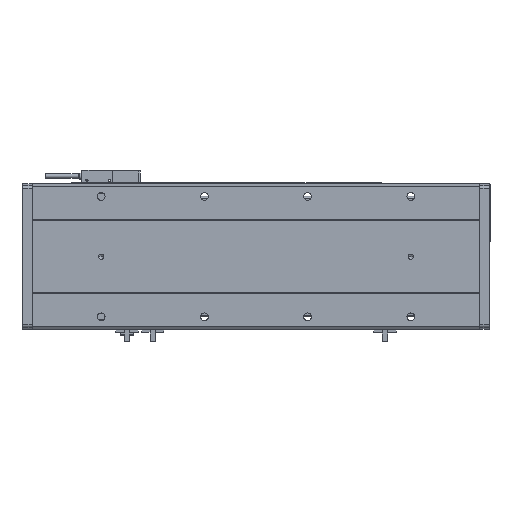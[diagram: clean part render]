
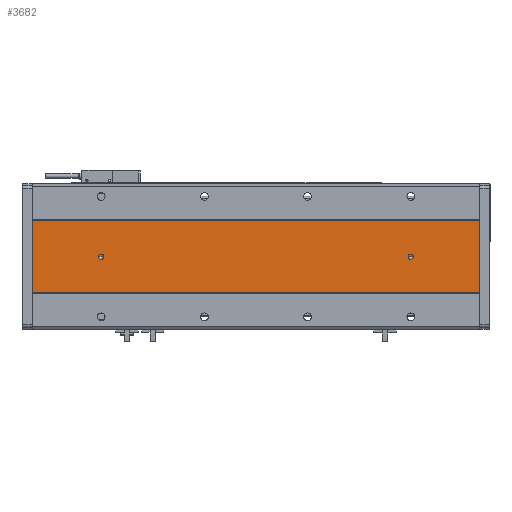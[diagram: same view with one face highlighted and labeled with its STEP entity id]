
A CAD part, front view. The second image highlights one B-rep face of the part: STEP entity #3682.
In plain terms, the highlighted planar face has unit normal (0, -1, 0).
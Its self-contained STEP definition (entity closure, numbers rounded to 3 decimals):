
#157 = LINE ( 'NONE', #8382, #26026 ) ;
#378 = CARTESIAN_POINT ( 'NONE',  ( 207.71, 124.079, 77. ) ) ;
#422 = CIRCLE ( 'NONE', #7895, 3. ) ;
#477 = VERTEX_POINT ( 'NONE', #22947 ) ;
#727 = FACE_BOUND ( 'NONE', #932, .T. ) ;
#932 = EDGE_LOOP ( 'NONE', ( #16676, #12549 ) ) ;
#1273 = VERTEX_POINT ( 'NONE', #22083 ) ;
#1789 = CARTESIAN_POINT ( 'NONE',  ( 249.296, 124.079, 520. ) ) ;
#2073 = DIRECTION ( 'NONE',  ( 0., 1., 0. ) ) ;
#3113 = DIRECTION ( 'NONE',  ( 0., -1., 0. ) ) ;
#3682 = ADVANCED_FACE ( 'NONE', ( #21475, #727, #8546 ), #12791, .F. ) ;
#4006 = DIRECTION ( 'NONE',  ( 1., 0., 0. ) ) ;
#4669 = EDGE_CURVE ( 'NONE', #23741, #8871, #19098, .T. ) ;
#4839 = DIRECTION ( 'NONE',  ( 1., 0., 0. ) ) ;
#5517 = DIRECTION ( 'NONE',  ( 0., 0., -1. ) ) ;
#5765 = VERTEX_POINT ( 'NONE', #378 ) ;
#6054 = DIRECTION ( 'NONE',  ( 0., 0., -1. ) ) ;
#6102 = AXIS2_PLACEMENT_3D ( 'NONE', #8566, #6275, #23684 ) ;
#6275 = DIRECTION ( 'NONE',  ( 0., -1., 0. ) ) ;
#7433 = VERTEX_POINT ( 'NONE', #25872 ) ;
#7527 = DIRECTION ( 'NONE',  ( 0., -1., 0. ) ) ;
#7558 = ORIENTED_EDGE ( 'NONE', *, *, #21073, .F. ) ;
#7895 = AXIS2_PLACEMENT_3D ( 'NONE', #20952, #18787, #22948 ) ;
#8382 = CARTESIAN_POINT ( 'NONE',  ( 249.296, 124.079, 0. ) ) ;
#8413 = LINE ( 'NONE', #17039, #10726 ) ;
#8546 = FACE_OUTER_BOUND ( 'NONE', #14093, .T. ) ;
#8566 = CARTESIAN_POINT ( 'NONE',  ( 207.71, 124.079, 440. ) ) ;
#8871 = VERTEX_POINT ( 'NONE', #20015 ) ;
#9314 = LINE ( 'NONE', #13759, #24292 ) ;
#9489 = ORIENTED_EDGE ( 'NONE', *, *, #23639, .T. ) ;
#10726 = VECTOR ( 'NONE', #6054, 1000. ) ;
#10761 = ORIENTED_EDGE ( 'NONE', *, *, #15068, .F. ) ;
#11349 = EDGE_LOOP ( 'NONE', ( #15487, #10761 ) ) ;
#11380 = CIRCLE ( 'NONE', #23219, 3. ) ;
#11405 = CARTESIAN_POINT ( 'NONE',  ( 249.296, 124.079, 520. ) ) ;
#12549 = ORIENTED_EDGE ( 'NONE', *, *, #4669, .F. ) ;
#12791 = PLANE ( 'NONE',  #15752 ) ;
#13556 = EDGE_CURVE ( 'NONE', #24768, #1273, #8413, .T. ) ;
#13567 = DIRECTION ( 'NONE',  ( 0., 0., -1. ) ) ;
#13759 = CARTESIAN_POINT ( 'NONE',  ( 249.296, 124.079, 520. ) ) ;
#13957 = CARTESIAN_POINT ( 'NONE',  ( 207.71, 124.079, 440. ) ) ;
#14093 = EDGE_LOOP ( 'NONE', ( #9489, #16986, #7558, #15399 ) ) ;
#14094 = CARTESIAN_POINT ( 'NONE',  ( 207.71, 124.079, 80. ) ) ;
#15068 = EDGE_CURVE ( 'NONE', #477, #5765, #422, .T. ) ;
#15399 = ORIENTED_EDGE ( 'NONE', *, *, #13556, .T. ) ;
#15487 = ORIENTED_EDGE ( 'NONE', *, *, #19625, .F. ) ;
#15752 = AXIS2_PLACEMENT_3D ( 'NONE', #1789, #2073, #27960 ) ;
#16676 = ORIENTED_EDGE ( 'NONE', *, *, #19713, .F. ) ;
#16818 = EDGE_CURVE ( 'NONE', #25894, #7433, #9314, .T. ) ;
#16986 = ORIENTED_EDGE ( 'NONE', *, *, #16818, .F. ) ;
#17039 = CARTESIAN_POINT ( 'NONE',  ( 166.124, 124.079, 520. ) ) ;
#17248 = CIRCLE ( 'NONE', #6102, 3. ) ;
#18371 = DIRECTION ( 'NONE',  ( 0., 0., -1. ) ) ;
#18787 = DIRECTION ( 'NONE',  ( 0., -1., 0. ) ) ;
#19098 = CIRCLE ( 'NONE', #25624, 3. ) ;
#19625 = EDGE_CURVE ( 'NONE', #5765, #477, #11380, .T. ) ;
#19713 = EDGE_CURVE ( 'NONE', #8871, #23741, #17248, .T. ) ;
#20015 = CARTESIAN_POINT ( 'NONE',  ( 207.71, 124.079, 437. ) ) ;
#20952 = CARTESIAN_POINT ( 'NONE',  ( 207.71, 124.079, 80. ) ) ;
#21073 = EDGE_CURVE ( 'NONE', #24768, #25894, #23181, .T. ) ;
#21475 = FACE_BOUND ( 'NONE', #11349, .T. ) ;
#21829 = CARTESIAN_POINT ( 'NONE',  ( 207.71, 124.079, 443. ) ) ;
#22083 = CARTESIAN_POINT ( 'NONE',  ( 166.124, 124.079, 0. ) ) ;
#22947 = CARTESIAN_POINT ( 'NONE',  ( 207.71, 124.079, 83. ) ) ;
#22948 = DIRECTION ( 'NONE',  ( 0., 0., -1. ) ) ;
#23181 = LINE ( 'NONE', #26590, #24172 ) ;
#23219 = AXIS2_PLACEMENT_3D ( 'NONE', #14094, #7527, #5517 ) ;
#23639 = EDGE_CURVE ( 'NONE', #1273, #7433, #157, .T. ) ;
#23684 = DIRECTION ( 'NONE',  ( 0., 0., -1. ) ) ;
#23741 = VERTEX_POINT ( 'NONE', #21829 ) ;
#24172 = VECTOR ( 'NONE', #4839, 1000. ) ;
#24292 = VECTOR ( 'NONE', #13567, 1000. ) ;
#24768 = VERTEX_POINT ( 'NONE', #27669 ) ;
#25624 = AXIS2_PLACEMENT_3D ( 'NONE', #13957, #3113, #18371 ) ;
#25872 = CARTESIAN_POINT ( 'NONE',  ( 249.296, 124.079, 0. ) ) ;
#25894 = VERTEX_POINT ( 'NONE', #11405 ) ;
#26026 = VECTOR ( 'NONE', #4006, 1000. ) ;
#26590 = CARTESIAN_POINT ( 'NONE',  ( 166.124, 124.079, 520. ) ) ;
#27669 = CARTESIAN_POINT ( 'NONE',  ( 166.124, 124.079, 520. ) ) ;
#27960 = DIRECTION ( 'NONE',  ( 0., 0., 1. ) ) ;
